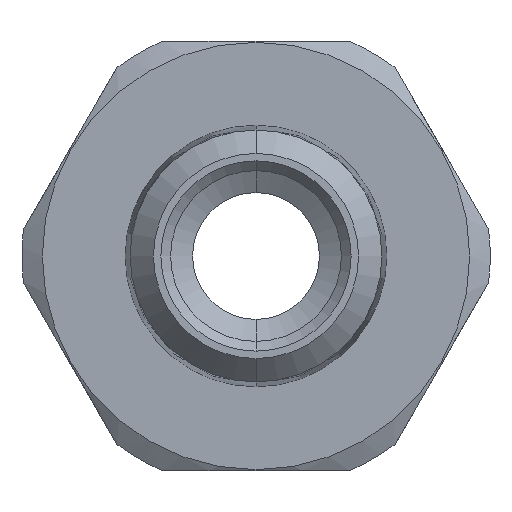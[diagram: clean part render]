
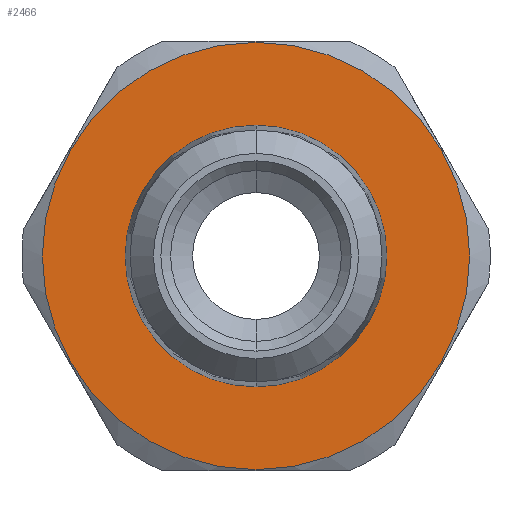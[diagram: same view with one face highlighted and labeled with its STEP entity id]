
A CAD part, front view. The second image highlights one B-rep face of the part: STEP entity #2466.
In plain terms, the highlighted planar face has unit normal (0, -1, 0).
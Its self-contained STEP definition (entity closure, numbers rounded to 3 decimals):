
#18 = CARTESIAN_POINT ( 'NONE',  ( 0., -22.3, 0. ) ) ;
#36 = AXIS2_PLACEMENT_3D ( 'NONE', #2755, #96, #1078 ) ;
#59 = CIRCLE ( 'NONE', #1836, 10.95 ) ;
#96 = DIRECTION ( 'NONE',  ( 0., -1., 0. ) ) ;
#509 = CIRCLE ( 'NONE', #1391, 10.95 ) ;
#569 = CARTESIAN_POINT ( 'NONE',  ( 0., -22.3, 10.95 ) ) ;
#605 = FACE_BOUND ( 'NONE', #2117, .T. ) ;
#670 = DIRECTION ( 'NONE',  ( 0., 0., -1. ) ) ;
#702 = VERTEX_POINT ( 'NONE', #2545 ) ;
#735 = DIRECTION ( 'NONE',  ( 0., 0., -1. ) ) ;
#741 = CARTESIAN_POINT ( 'NONE',  ( 0., -22.3, 6.707 ) ) ;
#904 = EDGE_CURVE ( 'NONE', #2359, #702, #1907, .T. ) ;
#934 = AXIS2_PLACEMENT_3D ( 'NONE', #18, #1228, #735 ) ;
#999 = CIRCLE ( 'NONE', #934, 6.707 ) ;
#1078 = DIRECTION ( 'NONE',  ( 0., 0., -1. ) ) ;
#1083 = VERTEX_POINT ( 'NONE', #2761 ) ;
#1228 = DIRECTION ( 'NONE',  ( 0., -1., 0. ) ) ;
#1237 = ORIENTED_EDGE ( 'NONE', *, *, #904, .F. ) ;
#1337 = EDGE_CURVE ( 'NONE', #1083, #3134, #59, .T. ) ;
#1391 = AXIS2_PLACEMENT_3D ( 'NONE', #1888, #1874, #1673 ) ;
#1474 = EDGE_LOOP ( 'NONE', ( #1716, #3130 ) ) ;
#1485 = AXIS2_PLACEMENT_3D ( 'NONE', #1912, #1872, #670 ) ;
#1531 = DIRECTION ( 'NONE',  ( 0., -1., 0. ) ) ;
#1562 = FACE_OUTER_BOUND ( 'NONE', #1474, .T. ) ;
#1586 = EDGE_CURVE ( 'NONE', #3134, #1083, #509, .T. ) ;
#1673 = DIRECTION ( 'NONE',  ( 0., 0., -1. ) ) ;
#1716 = ORIENTED_EDGE ( 'NONE', *, *, #1586, .T. ) ;
#1836 = AXIS2_PLACEMENT_3D ( 'NONE', #2718, #1531, #2330 ) ;
#1872 = DIRECTION ( 'NONE',  ( 0., -1., 0. ) ) ;
#1874 = DIRECTION ( 'NONE',  ( 0., -1., 0. ) ) ;
#1888 = CARTESIAN_POINT ( 'NONE',  ( 0., -22.3, 0. ) ) ;
#1907 = CIRCLE ( 'NONE', #1485, 6.707 ) ;
#1912 = CARTESIAN_POINT ( 'NONE',  ( 0., -22.3, 0. ) ) ;
#2053 = EDGE_CURVE ( 'NONE', #702, #2359, #999, .T. ) ;
#2117 = EDGE_LOOP ( 'NONE', ( #1237, #3004 ) ) ;
#2330 = DIRECTION ( 'NONE',  ( 0., 0., -1. ) ) ;
#2359 = VERTEX_POINT ( 'NONE', #741 ) ;
#2466 = ADVANCED_FACE ( 'NONE', ( #1562, #605 ), #2990, .T. ) ;
#2545 = CARTESIAN_POINT ( 'NONE',  ( 0., -22.3, -6.707 ) ) ;
#2718 = CARTESIAN_POINT ( 'NONE',  ( 0., -22.3, 0. ) ) ;
#2755 = CARTESIAN_POINT ( 'NONE',  ( 6.75, -22.3, 0. ) ) ;
#2761 = CARTESIAN_POINT ( 'NONE',  ( 0., -22.3, -10.95 ) ) ;
#2990 = PLANE ( 'NONE',  #36 ) ;
#3004 = ORIENTED_EDGE ( 'NONE', *, *, #2053, .F. ) ;
#3130 = ORIENTED_EDGE ( 'NONE', *, *, #1337, .T. ) ;
#3134 = VERTEX_POINT ( 'NONE', #569 ) ;
